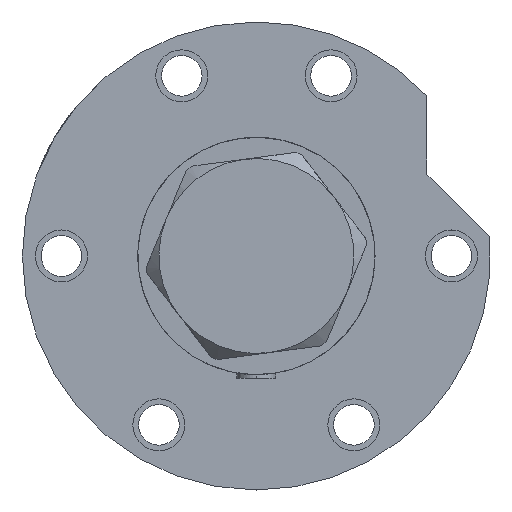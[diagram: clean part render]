
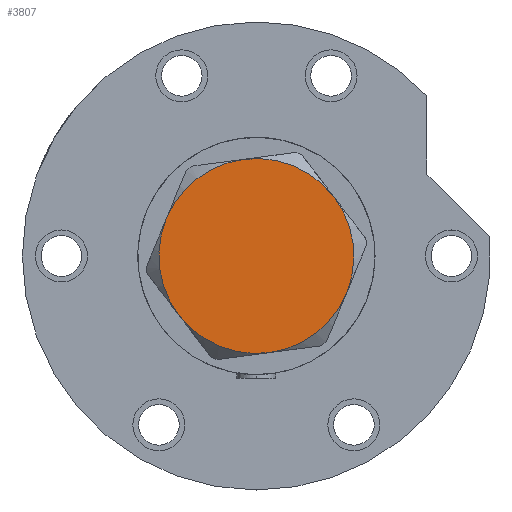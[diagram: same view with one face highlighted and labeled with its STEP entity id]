
A CAD part, left-side view. The second image highlights one B-rep face of the part: STEP entity #3807.
In plain terms, the highlighted face is planar.
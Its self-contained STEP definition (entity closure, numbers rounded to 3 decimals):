
#298 = DIRECTION ( 'NONE',  ( 1., 0., 0. ) ) ;
#535 = VERTEX_POINT ( 'NONE', #5360 ) ;
#546 = FACE_OUTER_BOUND ( 'NONE', #1069, .T. ) ;
#610 = DIRECTION ( 'NONE',  ( 0., 0., 1. ) ) ;
#725 = ORIENTED_EDGE ( 'NONE', *, *, #2603, .T. ) ;
#726 = EDGE_CURVE ( 'NONE', #4066, #2478, #2961, .T. ) ;
#770 = DIRECTION ( 'NONE',  ( 0., 0., 1. ) ) ;
#953 = DIRECTION ( 'NONE',  ( 0., 0., 1. ) ) ;
#1054 = VERTEX_POINT ( 'NONE', #4103 ) ;
#1069 = EDGE_LOOP ( 'NONE', ( #3063, #3767, #3668, #4590, #725, #1695 ) ) ;
#1308 = DIRECTION ( 'NONE',  ( 1., 0., 0. ) ) ;
#1310 = EDGE_CURVE ( 'NONE', #2478, #1054, #1831, .T. ) ;
#1440 = CIRCLE ( 'NONE', #5490, 30. ) ;
#1547 = CIRCLE ( 'NONE', #3392, 30. ) ;
#1582 = DIRECTION ( 'NONE',  ( 1., 0., 0. ) ) ;
#1610 = DIRECTION ( 'NONE',  ( 1., 0., 0. ) ) ;
#1695 = ORIENTED_EDGE ( 'NONE', *, *, #726, .T. ) ;
#1824 = EDGE_CURVE ( 'NONE', #1054, #4220, #2973, .T. ) ;
#1831 = CIRCLE ( 'NONE', #5579, 30. ) ;
#2146 = CARTESIAN_POINT ( 'NONE',  ( 15., -25.981, 14.5 ) ) ;
#2247 = AXIS2_PLACEMENT_3D ( 'NONE', #6035, #610, #1610 ) ;
#2273 = DIRECTION ( 'NONE',  ( 0., 0., 1. ) ) ;
#2299 = EDGE_CURVE ( 'NONE', #535, #4756, #1547, .T. ) ;
#2330 = DIRECTION ( 'NONE',  ( 1., 0., 0. ) ) ;
#2361 = CARTESIAN_POINT ( 'NONE',  ( -15., -25.981, 14.5 ) ) ;
#2478 = VERTEX_POINT ( 'NONE', #2146 ) ;
#2537 = CARTESIAN_POINT ( 'NONE',  ( 0., 0., 14.5 ) ) ;
#2603 = EDGE_CURVE ( 'NONE', #4756, #4066, #1440, .T. ) ;
#2664 = DIRECTION ( 'NONE',  ( 0., 0., 1. ) ) ;
#2806 = CARTESIAN_POINT ( 'NONE',  ( 0., 0., 14.5 ) ) ;
#2817 = CARTESIAN_POINT ( 'NONE',  ( 0., 0., 14.5 ) ) ;
#2946 = DIRECTION ( 'NONE',  ( 1., 0., 0. ) ) ;
#2961 = CIRCLE ( 'NONE', #6409, 30. ) ;
#2973 = CIRCLE ( 'NONE', #4323, 30. ) ;
#3063 = ORIENTED_EDGE ( 'NONE', *, *, #1310, .T. ) ;
#3392 = AXIS2_PLACEMENT_3D ( 'NONE', #2537, #6034, #1582 ) ;
#3668 = ORIENTED_EDGE ( 'NONE', *, *, #5193, .T. ) ;
#3767 = ORIENTED_EDGE ( 'NONE', *, *, #1824, .T. ) ;
#3795 = CARTESIAN_POINT ( 'NONE',  ( 0., 0., 14.5 ) ) ;
#3807 = ADVANCED_FACE ( 'NONE', ( #546 ), #5687, .T. ) ;
#3820 = AXIS2_PLACEMENT_3D ( 'NONE', #4102, #2664, #2946 ) ;
#4066 = VERTEX_POINT ( 'NONE', #2361 ) ;
#4102 = CARTESIAN_POINT ( 'NONE',  ( 0., 0., 14.5 ) ) ;
#4103 = CARTESIAN_POINT ( 'NONE',  ( 30., 0., 14.5 ) ) ;
#4220 = VERTEX_POINT ( 'NONE', #5015 ) ;
#4323 = AXIS2_PLACEMENT_3D ( 'NONE', #5845, #770, #298 ) ;
#4590 = ORIENTED_EDGE ( 'NONE', *, *, #2299, .T. ) ;
#4756 = VERTEX_POINT ( 'NONE', #6400 ) ;
#5015 = CARTESIAN_POINT ( 'NONE',  ( 15., 25.981, 14.5 ) ) ;
#5193 = EDGE_CURVE ( 'NONE', #4220, #535, #5501, .T. ) ;
#5221 = DIRECTION ( 'NONE',  ( 1., 0., 0. ) ) ;
#5360 = CARTESIAN_POINT ( 'NONE',  ( -15., 25.981, 14.5 ) ) ;
#5490 = AXIS2_PLACEMENT_3D ( 'NONE', #2817, #953, #1308 ) ;
#5501 = CIRCLE ( 'NONE', #3820, 30. ) ;
#5579 = AXIS2_PLACEMENT_3D ( 'NONE', #3795, #2273, #2330 ) ;
#5687 = PLANE ( 'NONE',  #2247 ) ;
#5815 = DIRECTION ( 'NONE',  ( 0., 0., 1. ) ) ;
#5845 = CARTESIAN_POINT ( 'NONE',  ( 0., 0., 14.5 ) ) ;
#6034 = DIRECTION ( 'NONE',  ( 0., 0., 1. ) ) ;
#6035 = CARTESIAN_POINT ( 'NONE',  ( 0., 0., 14.5 ) ) ;
#6400 = CARTESIAN_POINT ( 'NONE',  ( -30., 0., 14.5 ) ) ;
#6409 = AXIS2_PLACEMENT_3D ( 'NONE', #2806, #5815, #5221 ) ;
